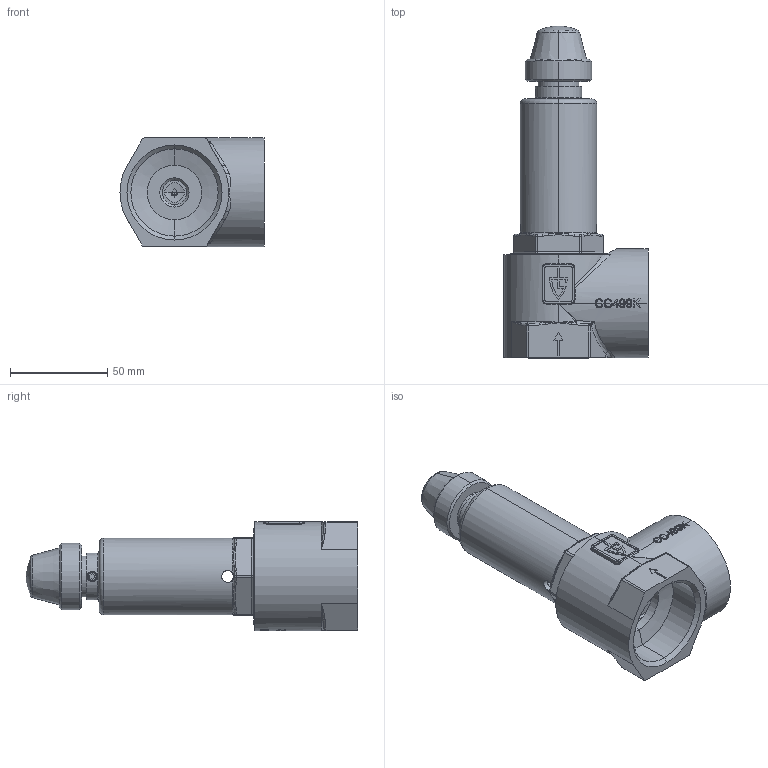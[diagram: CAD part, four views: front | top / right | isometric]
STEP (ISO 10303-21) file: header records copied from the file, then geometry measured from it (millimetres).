
FILE_DESCRIPTION (( 'STEP AP214' ), '1' );
FILE_NAME ('652mFK_40.STEP', '2018-07-19T10:16:53', ( '' ), ( '' ), 'SwSTEP 2.0', 'SolidWorks 2018', '' );
FILE_SCHEMA (( 'AUTOMOTIVE_DESIGN' ));
Length unit declared in the file: millimetre
Products named in the file (2): 652mFK_40
Bounding box: 74 x 170.5 x 56.5 mm (x, y, z)
Volume: 112124.4 mm3; surface area: 61473.1 mm2
Topology: 5 solids, 5 shells, 609 faces, 1539 edges, 938 vertices
Faces by surface type: plane 186, cylinder 160, bspline 148, cone 45, torus 44, sphere 26
Entity records: 31852 total; most frequent: CARTESIAN_POINT 11651, ORIENTED_EDGE 3022, DIRECTION 2501, EDGE_CURVE 1511, AXIS2_PLACEMENT_3D 962, VERTEX_POINT 936, EDGE_LOOP 647, UNCERTAINTY_MEASURE_WITH_UNIT 616
